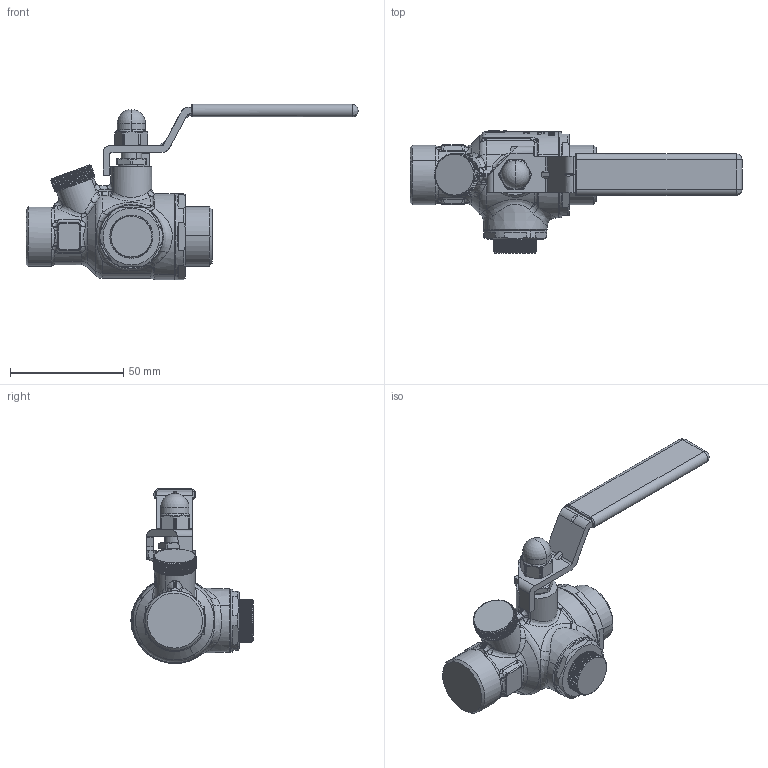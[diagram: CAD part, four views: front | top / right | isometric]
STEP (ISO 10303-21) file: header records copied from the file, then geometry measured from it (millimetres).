
FILE_DESCRIPTION(('CATIA V5 STEP Exchange'),'2;1');
FILE_NAME('STEP_324150_-_TST.stp','2019-09-23T07:14:50+00:00',('none'),('none'),'CATIA Version 5-6 Release 2016 SP4','CATIA V5 STEP AP203','none');
FILE_SCHEMA(('CONFIG_CONTROL_DESIGN'));
Products named in the file (1): 324150_sw0001
Bounding box: 146.5 x 53.85 x 77.35 mm (x, y, z)
Surface area: 24420.9 mm2 (no closed solid volume)
Topology: 0 solids, 37 shells, 1141 faces, 3307 edges, 2144 vertices
Faces by surface type: plane 464, cylinder 289, bspline 286, cone 52, torus 26, sphere 24
Entity records: 56296 total; most frequent: CARTESIAN_POINT 31199, ORIENTED_EDGE 6113, DIRECTION 3580, EDGE_CURVE 3267, VERTEX_POINT 2144, AXIS2_PLACEMENT_3D 1591, ADVANCED_FACE 1141, EDGE_LOOP 1141
